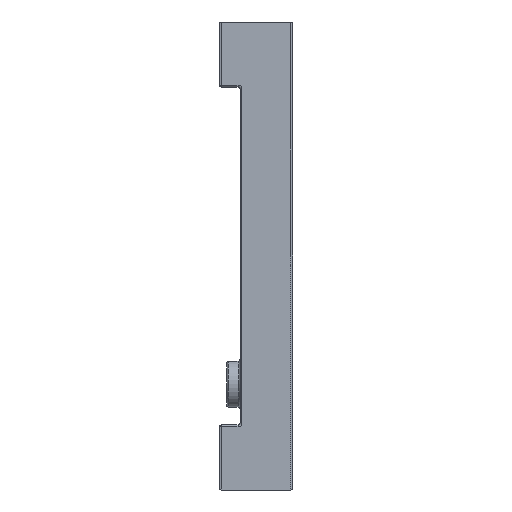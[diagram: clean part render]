
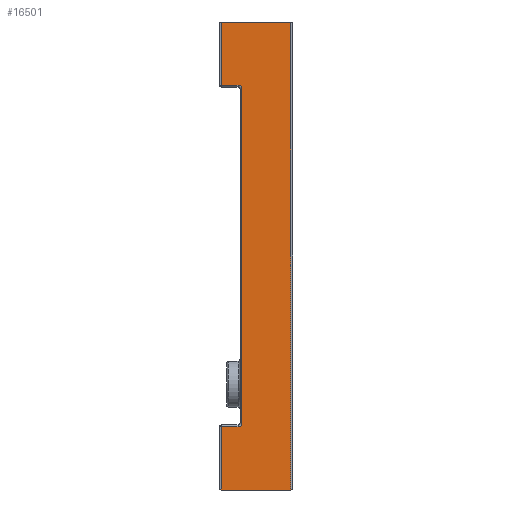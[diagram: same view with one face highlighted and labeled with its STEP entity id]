
A CAD part, left-side view. The second image highlights one B-rep face of the part: STEP entity #16501.
In plain terms, the highlighted planar face has unit normal (-1, 0, 0).
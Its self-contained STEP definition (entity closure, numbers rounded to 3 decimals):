
#85 = CARTESIAN_POINT ( 'NONE',  ( -30.45, 0.075, 0. ) ) ;
#376 = DIRECTION ( 'NONE',  ( 0., 0., -1. ) ) ;
#781 = CARTESIAN_POINT ( 'NONE',  ( -30.45, 2.075, -6.315 ) ) ;
#809 = CARTESIAN_POINT ( 'NONE',  ( -30.45, 2.715, 8.85 ) ) ;
#1257 = DIRECTION ( 'NONE',  ( 0., -1., 0. ) ) ;
#1456 = VERTEX_POINT ( 'NONE', #9141 ) ;
#1706 = ORIENTED_EDGE ( 'NONE', *, *, #3795, .T. ) ;
#1819 = EDGE_CURVE ( 'NONE', #17379, #11045, #8459, .T. ) ;
#2052 = EDGE_CURVE ( 'NONE', #19013, #5029, #13520, .T. ) ;
#2328 = CARTESIAN_POINT ( 'NONE',  ( -30.45, 0.075, -8.85 ) ) ;
#2345 = ORIENTED_EDGE ( 'NONE', *, *, #11236, .T. ) ;
#2396 = DIRECTION ( 'NONE',  ( 0., 0., -1. ) ) ;
#2496 = VERTEX_POINT ( 'NONE', #11390 ) ;
#2603 = DIRECTION ( 'NONE',  ( 0., 0., -1. ) ) ;
#3300 = EDGE_CURVE ( 'NONE', #3696, #5029, #7893, .T. ) ;
#3557 = CARTESIAN_POINT ( 'NONE',  ( -30.45, 2.075, 6.315 ) ) ;
#3564 = VECTOR ( 'NONE', #16327, 1000. ) ;
#3571 = CARTESIAN_POINT ( 'NONE',  ( -30.45, 2.715, -8.85 ) ) ;
#3696 = VERTEX_POINT ( 'NONE', #2328 ) ;
#3795 = EDGE_CURVE ( 'NONE', #2496, #18835, #16984, .T. ) ;
#4038 = EDGE_CURVE ( 'NONE', #20604, #1456, #4813, .T. ) ;
#4368 = VECTOR ( 'NONE', #19502, 1000. ) ;
#4571 = AXIS2_PLACEMENT_3D ( 'NONE', #14423, #17731, #8054 ) ;
#4813 = LINE ( 'NONE', #6516, #17216 ) ;
#4880 = DIRECTION ( 'NONE',  ( 0., -1., 0. ) ) ;
#4893 = VECTOR ( 'NONE', #1257, 1000. ) ;
#5029 = VERTEX_POINT ( 'NONE', #8777 ) ;
#5195 = DIRECTION ( 'NONE',  ( 0., 0., -1. ) ) ;
#5567 = CIRCLE ( 'NONE', #6445, 0.15 ) ;
#5779 = ORIENTED_EDGE ( 'NONE', *, *, #2052, .F. ) ;
#6445 = AXIS2_PLACEMENT_3D ( 'NONE', #3557, #14898, #5195 ) ;
#6516 = CARTESIAN_POINT ( 'NONE',  ( -30.45, 0., 6.465 ) ) ;
#7484 = CARTESIAN_POINT ( 'NONE',  ( -30.45, 2.715, 6.465 ) ) ;
#7893 = LINE ( 'NONE', #85, #3564 ) ;
#7924 = ORIENTED_EDGE ( 'NONE', *, *, #3300, .T. ) ;
#8054 = DIRECTION ( 'NONE',  ( 0., 0., -1. ) ) ;
#8197 = CARTESIAN_POINT ( 'NONE',  ( -30.45, 1.925, 0. ) ) ;
#8430 = ORIENTED_EDGE ( 'NONE', *, *, #14729, .T. ) ;
#8459 = LINE ( 'NONE', #8197, #4368 ) ;
#8777 = CARTESIAN_POINT ( 'NONE',  ( -30.45, 0.075, 8.85 ) ) ;
#9141 = CARTESIAN_POINT ( 'NONE',  ( -30.45, 2.075, 6.465 ) ) ;
#10263 = CARTESIAN_POINT ( 'NONE',  ( -30.45, 1.925, -6.315 ) ) ;
#10380 = AXIS2_PLACEMENT_3D ( 'NONE', #781, #12121, #2396 ) ;
#10931 = DIRECTION ( 'NONE',  ( 0., 1., 0. ) ) ;
#11045 = VERTEX_POINT ( 'NONE', #10263 ) ;
#11082 = EDGE_CURVE ( 'NONE', #17926, #11045, #12253, .T. ) ;
#11146 = VECTOR ( 'NONE', #10931, 1000. ) ;
#11155 = CARTESIAN_POINT ( 'NONE',  ( -30.45, 2.075, -6.465 ) ) ;
#11178 = CARTESIAN_POINT ( 'NONE',  ( -30.45, 0., -6.465 ) ) ;
#11236 = EDGE_CURVE ( 'NONE', #17926, #2496, #14035, .T. ) ;
#11246 = CARTESIAN_POINT ( 'NONE',  ( -30.45, 1.925, 6.315 ) ) ;
#11390 = CARTESIAN_POINT ( 'NONE',  ( -30.45, 2.715, -6.465 ) ) ;
#11484 = ORIENTED_EDGE ( 'NONE', *, *, #11082, .F. ) ;
#11624 = VECTOR ( 'NONE', #376, 1000. ) ;
#11704 = CARTESIAN_POINT ( 'NONE',  ( -30.45, 2.715, 0. ) ) ;
#12121 = DIRECTION ( 'NONE',  ( -1., 0., 0. ) ) ;
#12163 = ORIENTED_EDGE ( 'NONE', *, *, #12980, .F. ) ;
#12253 = CIRCLE ( 'NONE', #10380, 0.15 ) ;
#12791 = PLANE ( 'NONE',  #4571 ) ;
#12980 = EDGE_CURVE ( 'NONE', #3696, #18835, #15461, .T. ) ;
#13520 = LINE ( 'NONE', #14240, #4893 ) ;
#13521 = VECTOR ( 'NONE', #16069, 1000. ) ;
#13595 = ORIENTED_EDGE ( 'NONE', *, *, #1819, .T. ) ;
#13829 = ORIENTED_EDGE ( 'NONE', *, *, #4038, .T. ) ;
#13970 = CARTESIAN_POINT ( 'NONE',  ( -30.45, 2.715, 0. ) ) ;
#14035 = LINE ( 'NONE', #11178, #13521 ) ;
#14240 = CARTESIAN_POINT ( 'NONE',  ( -30.45, 2.79, 8.85 ) ) ;
#14423 = CARTESIAN_POINT ( 'NONE',  ( -30.45, 0., 0. ) ) ;
#14720 = EDGE_CURVE ( 'NONE', #17379, #1456, #5567, .T. ) ;
#14729 = EDGE_CURVE ( 'NONE', #19013, #20604, #15933, .T. ) ;
#14898 = DIRECTION ( 'NONE',  ( -1., 0., 0. ) ) ;
#15461 = LINE ( 'NONE', #15757, #11146 ) ;
#15757 = CARTESIAN_POINT ( 'NONE',  ( -30.45, 0., -8.85 ) ) ;
#15933 = LINE ( 'NONE', #11704, #11624 ) ;
#16069 = DIRECTION ( 'NONE',  ( 0., 1., 0. ) ) ;
#16327 = DIRECTION ( 'NONE',  ( 0., 0., 1. ) ) ;
#16487 = VECTOR ( 'NONE', #2603, 1000. ) ;
#16501 = ADVANCED_FACE ( 'NONE', ( #16870 ), #12791, .F. ) ;
#16870 = FACE_OUTER_BOUND ( 'NONE', #20012, .T. ) ;
#16984 = LINE ( 'NONE', #13970, #16487 ) ;
#17216 = VECTOR ( 'NONE', #4880, 1000. ) ;
#17379 = VERTEX_POINT ( 'NONE', #11246 ) ;
#17731 = DIRECTION ( 'NONE',  ( 1., 0., 0. ) ) ;
#17926 = VERTEX_POINT ( 'NONE', #11155 ) ;
#18003 = ORIENTED_EDGE ( 'NONE', *, *, #14720, .F. ) ;
#18835 = VERTEX_POINT ( 'NONE', #3571 ) ;
#19013 = VERTEX_POINT ( 'NONE', #809 ) ;
#19502 = DIRECTION ( 'NONE',  ( 0., 0., -1. ) ) ;
#20012 = EDGE_LOOP ( 'NONE', ( #12163, #7924, #5779, #8430, #13829, #18003, #13595, #11484, #2345, #1706 ) ) ;
#20604 = VERTEX_POINT ( 'NONE', #7484 ) ;
